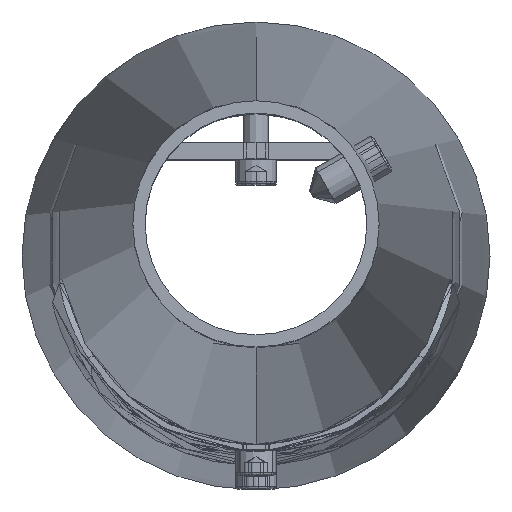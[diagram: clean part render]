
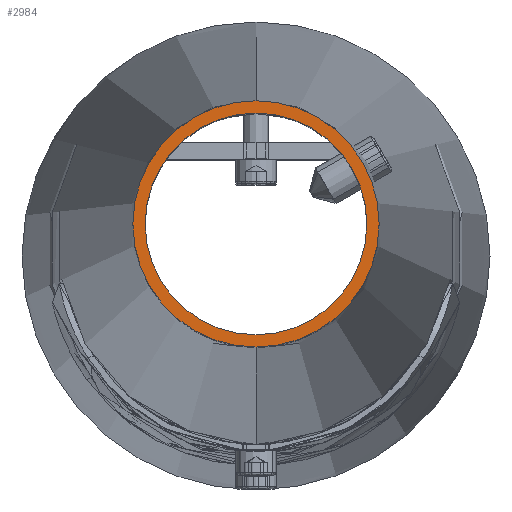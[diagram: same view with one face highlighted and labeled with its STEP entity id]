
A CAD part, top view. The second image highlights one B-rep face of the part: STEP entity #2984.
In plain terms, the highlighted face is planar.
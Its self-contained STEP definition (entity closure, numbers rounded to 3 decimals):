
#164 = CARTESIAN_POINT ( 'NONE',  ( 0., 4500., 27. ) ) ;
#197 = EDGE_LOOP ( 'NONE', ( #1819, #1399 ) ) ;
#380 = DIRECTION ( 'NONE',  ( 0., -1., 0. ) ) ;
#608 = DIRECTION ( 'NONE',  ( 0., -1., 0. ) ) ;
#627 = CARTESIAN_POINT ( 'NONE',  ( 0., 4500., 30. ) ) ;
#641 = AXIS2_PLACEMENT_3D ( 'NONE', #4135, #3805, #1791 ) ;
#671 = PLANE ( 'NONE',  #641 ) ;
#973 = DIRECTION ( 'NONE',  ( 0., -1., 0. ) ) ;
#988 = EDGE_LOOP ( 'NONE', ( #2898, #2294 ) ) ;
#1132 = AXIS2_PLACEMENT_3D ( 'NONE', #2627, #3824, #4949 ) ;
#1399 = ORIENTED_EDGE ( 'NONE', *, *, #3471, .T. ) ;
#1767 = EDGE_CURVE ( 'NONE', #2501, #3721, #4901, .T. ) ;
#1791 = DIRECTION ( 'NONE',  ( 0., 0., 1. ) ) ;
#1819 = ORIENTED_EDGE ( 'NONE', *, *, #2914, .T. ) ;
#1869 = CIRCLE ( 'NONE', #1132, 27. ) ;
#2104 = CIRCLE ( 'NONE', #4996, 27. ) ;
#2198 = FACE_OUTER_BOUND ( 'NONE', #988, .T. ) ;
#2294 = ORIENTED_EDGE ( 'NONE', *, *, #2457, .F. ) ;
#2457 = EDGE_CURVE ( 'NONE', #3721, #2501, #3108, .T. ) ;
#2501 = VERTEX_POINT ( 'NONE', #3438 ) ;
#2627 = CARTESIAN_POINT ( 'NONE',  ( 0., 4500., 0. ) ) ;
#2686 = AXIS2_PLACEMENT_3D ( 'NONE', #3677, #973, #4883 ) ;
#2898 = ORIENTED_EDGE ( 'NONE', *, *, #1767, .F. ) ;
#2914 = EDGE_CURVE ( 'NONE', #2996, #4918, #1869, .T. ) ;
#2984 = ADVANCED_FACE ( 'NONE', ( #4089, #2198 ), #671, .T. ) ;
#2996 = VERTEX_POINT ( 'NONE', #4544 ) ;
#3012 = CARTESIAN_POINT ( 'NONE',  ( 0., 4500., 0. ) ) ;
#3108 = CIRCLE ( 'NONE', #2686, 30. ) ;
#3438 = CARTESIAN_POINT ( 'NONE',  ( 0., 4500., -30. ) ) ;
#3471 = EDGE_CURVE ( 'NONE', #4918, #2996, #2104, .T. ) ;
#3677 = CARTESIAN_POINT ( 'NONE',  ( 0., 4500., 0. ) ) ;
#3721 = VERTEX_POINT ( 'NONE', #627 ) ;
#3805 = DIRECTION ( 'NONE',  ( 0., 1., 0. ) ) ;
#3824 = DIRECTION ( 'NONE',  ( 0., -1., 0. ) ) ;
#4089 = FACE_BOUND ( 'NONE', #197, .T. ) ;
#4130 = CARTESIAN_POINT ( 'NONE',  ( 0., 4500., 0. ) ) ;
#4135 = CARTESIAN_POINT ( 'NONE',  ( -30., 4500., 0. ) ) ;
#4282 = DIRECTION ( 'NONE',  ( 0., 0., -1. ) ) ;
#4544 = CARTESIAN_POINT ( 'NONE',  ( 0., 4500., -27. ) ) ;
#4564 = AXIS2_PLACEMENT_3D ( 'NONE', #3012, #380, #4990 ) ;
#4883 = DIRECTION ( 'NONE',  ( 0., 0., -1. ) ) ;
#4901 = CIRCLE ( 'NONE', #4564, 30. ) ;
#4918 = VERTEX_POINT ( 'NONE', #164 ) ;
#4949 = DIRECTION ( 'NONE',  ( 0., 0., -1. ) ) ;
#4990 = DIRECTION ( 'NONE',  ( 0., 0., -1. ) ) ;
#4996 = AXIS2_PLACEMENT_3D ( 'NONE', #4130, #608, #4282 ) ;
